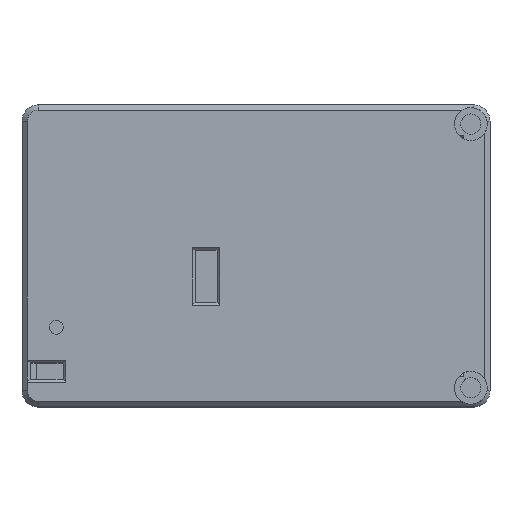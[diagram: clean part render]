
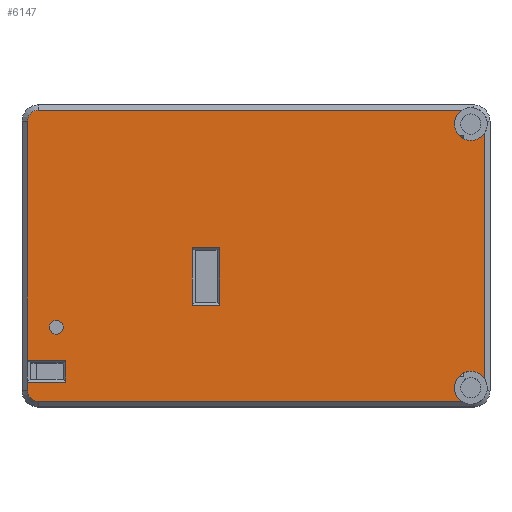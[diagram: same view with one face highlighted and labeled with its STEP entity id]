
A CAD part, top view. The second image highlights one B-rep face of the part: STEP entity #6147.
In plain terms, the highlighted planar face has unit normal (0, 0, 1).
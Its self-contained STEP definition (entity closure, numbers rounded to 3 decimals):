
#349=FACE_BOUND('',#947,.T.);
#350=FACE_BOUND('',#948,.T.);
#393=PLANE('',#6566);
#584=FACE_OUTER_BOUND('',#946,.T.);
#946=EDGE_LOOP('',(#4411,#4412,#4413,#4414,#4415,#4416,#4417,#4418,#4419,
#4420,#4421,#4422));
#947=EDGE_LOOP('',(#4423));
#948=EDGE_LOOP('',(#4424,#4425,#4426,#4427));
#1383=LINE('',#8720,#1979);
#1387=LINE('',#8728,#1983);
#1390=LINE('',#8734,#1986);
#1394=LINE('',#8740,#1990);
#1398=LINE('',#8749,#1994);
#1399=LINE('',#8751,#1995);
#1400=LINE('',#8755,#1996);
#1401=LINE('',#8759,#1997);
#1402=LINE('',#8763,#1998);
#1403=LINE('',#8767,#1999);
#1404=LINE('',#8769,#2000);
#1405=LINE('',#8770,#2001);
#1979=VECTOR('',#7199,10.);
#1983=VECTOR('',#7205,10.);
#1986=VECTOR('',#7210,10.);
#1990=VECTOR('',#7216,10.);
#1994=VECTOR('',#7226,10.);
#1995=VECTOR('',#7227,10.);
#1996=VECTOR('',#7230,10.);
#1997=VECTOR('',#7233,10.);
#1998=VECTOR('',#7236,10.);
#1999=VECTOR('',#7239,10.);
#2000=VECTOR('',#7240,10.);
#2001=VECTOR('',#7241,10.);
#2469=CIRCLE('',#6476,1.25);
#2513=CIRCLE('',#6567,2.);
#2514=CIRCLE('',#6568,3.);
#2515=CIRCLE('',#6569,3.);
#2516=CIRCLE('',#6570,2.);
#2622=VERTEX_POINT('',#8407);
#2742=VERTEX_POINT('',#8718);
#2743=VERTEX_POINT('',#8719);
#2746=VERTEX_POINT('',#8727);
#2748=VERTEX_POINT('',#8733);
#2750=VERTEX_POINT('',#8747);
#2751=VERTEX_POINT('',#8748);
#2752=VERTEX_POINT('',#8750);
#2753=VERTEX_POINT('',#8752);
#2754=VERTEX_POINT('',#8754);
#2755=VERTEX_POINT('',#8756);
#2756=VERTEX_POINT('',#8758);
#2757=VERTEX_POINT('',#8760);
#2758=VERTEX_POINT('',#8762);
#2759=VERTEX_POINT('',#8764);
#2760=VERTEX_POINT('',#8766);
#2761=VERTEX_POINT('',#8768);
#3217=EDGE_CURVE('',#2622,#2622,#2469,.T.);
#3371=EDGE_CURVE('',#2742,#2743,#1383,.T.);
#3375=EDGE_CURVE('',#2743,#2746,#1387,.T.);
#3378=EDGE_CURVE('',#2746,#2748,#1390,.T.);
#3382=EDGE_CURVE('',#2748,#2742,#1394,.T.);
#3386=EDGE_CURVE('',#2750,#2751,#1398,.T.);
#3387=EDGE_CURVE('',#2752,#2750,#1399,.T.);
#3388=EDGE_CURVE('',#2753,#2752,#2513,.T.);
#3389=EDGE_CURVE('',#2754,#2753,#1400,.T.);
#3390=EDGE_CURVE('',#2754,#2755,#2514,.T.);
#3391=EDGE_CURVE('',#2756,#2755,#1401,.T.);
#3392=EDGE_CURVE('',#2756,#2757,#2515,.T.);
#3393=EDGE_CURVE('',#2758,#2757,#1402,.T.);
#3394=EDGE_CURVE('',#2759,#2758,#2516,.T.);
#3395=EDGE_CURVE('',#2760,#2759,#1403,.T.);
#3396=EDGE_CURVE('',#2761,#2760,#1404,.T.);
#3397=EDGE_CURVE('',#2751,#2761,#1405,.T.);
#4411=ORIENTED_EDGE('',*,*,#3386,.F.);
#4412=ORIENTED_EDGE('',*,*,#3387,.F.);
#4413=ORIENTED_EDGE('',*,*,#3388,.F.);
#4414=ORIENTED_EDGE('',*,*,#3389,.F.);
#4415=ORIENTED_EDGE('',*,*,#3390,.T.);
#4416=ORIENTED_EDGE('',*,*,#3391,.F.);
#4417=ORIENTED_EDGE('',*,*,#3392,.T.);
#4418=ORIENTED_EDGE('',*,*,#3393,.F.);
#4419=ORIENTED_EDGE('',*,*,#3394,.F.);
#4420=ORIENTED_EDGE('',*,*,#3395,.F.);
#4421=ORIENTED_EDGE('',*,*,#3396,.F.);
#4422=ORIENTED_EDGE('',*,*,#3397,.F.);
#4423=ORIENTED_EDGE('',*,*,#3217,.T.);
#4424=ORIENTED_EDGE('',*,*,#3371,.F.);
#4425=ORIENTED_EDGE('',*,*,#3382,.F.);
#4426=ORIENTED_EDGE('',*,*,#3378,.F.);
#4427=ORIENTED_EDGE('',*,*,#3375,.F.);
#6147=ADVANCED_FACE('',(#584,#349,#350),#393,.T.);
#6476=AXIS2_PLACEMENT_3D('',#8408,#6923,#6924);
#6566=AXIS2_PLACEMENT_3D('',#8746,#7224,#7225);
#6567=AXIS2_PLACEMENT_3D('',#8753,#7228,#7229);
#6568=AXIS2_PLACEMENT_3D('',#8757,#7231,#7232);
#6569=AXIS2_PLACEMENT_3D('',#8761,#7234,#7235);
#6570=AXIS2_PLACEMENT_3D('',#8765,#7237,#7238);
#6923=DIRECTION('center_axis',(0.,0.,-1.));
#6924=DIRECTION('ref_axis',(-1.,0.,0.));
#7199=DIRECTION('',(-1.,0.,0.));
#7205=DIRECTION('',(0.,-1.,0.));
#7210=DIRECTION('',(1.,0.,0.));
#7216=DIRECTION('',(0.,1.,0.));
#7224=DIRECTION('center_axis',(0.,0.,1.));
#7225=DIRECTION('ref_axis',(1.,0.,0.));
#7226=DIRECTION('',(1.,0.,0.));
#7227=DIRECTION('',(0.,1.,0.));
#7228=DIRECTION('center_axis',(0.,0.,-1.));
#7229=DIRECTION('ref_axis',(-0.707,-0.707,0.));
#7230=DIRECTION('',(-1.,0.,0.));
#7231=DIRECTION('center_axis',(0.,0.,-1.));
#7232=DIRECTION('ref_axis',(-1.,0.,0.));
#7233=DIRECTION('',(0.,-1.,0.));
#7234=DIRECTION('center_axis',(0.,0.,-1.));
#7235=DIRECTION('ref_axis',(-1.,0.,0.));
#7236=DIRECTION('',(1.,0.,0.));
#7237=DIRECTION('center_axis',(0.,0.,-1.));
#7238=DIRECTION('ref_axis',(-0.707,0.707,0.));
#7239=DIRECTION('',(0.,1.,0.));
#7240=DIRECTION('',(-1.,0.,0.));
#7241=DIRECTION('',(0.,1.,0.));
#8407=CARTESIAN_POINT('',(7.5,14.5,25.));
#8408=CARTESIAN_POINT('Origin',(6.25,14.5,25.));
#8718=CARTESIAN_POINT('',(36.,29.,25.));
#8719=CARTESIAN_POINT('',(31.,29.,25.));
#8720=CARTESIAN_POINT('',(36.25,29.,25.));
#8727=CARTESIAN_POINT('',(31.,18.5,25.));
#8728=CARTESIAN_POINT('',(31.,23.25,25.));
#8733=CARTESIAN_POINT('',(36.,18.5,25.));
#8734=CARTESIAN_POINT('',(38.25,18.5,25.));
#8740=CARTESIAN_POINT('',(36.,28.,25.));
#8746=CARTESIAN_POINT('Origin',(41.,27.5,25.));
#8747=CARTESIAN_POINT('',(1.,4.5,25.));
#8748=CARTESIAN_POINT('',(8.,4.5,25.));
#8749=CARTESIAN_POINT('',(24.25,4.5,25.));
#8750=CARTESIAN_POINT('',(1.,3.,25.));
#8751=CARTESIAN_POINT('',(1.,41.25,25.));
#8752=CARTESIAN_POINT('',(3.,1.,25.));
#8753=CARTESIAN_POINT('Origin',(3.,3.,25.));
#8754=CARTESIAN_POINT('',(80.039,1.,25.));
#8755=CARTESIAN_POINT('',(20.5,1.,25.));
#8756=CARTESIAN_POINT('',(84.2,5.161,25.));
#8757=CARTESIAN_POINT('Origin',(81.705,3.495,25.));
#8758=CARTESIAN_POINT('',(84.2,49.839,25.));
#8759=CARTESIAN_POINT('',(84.2,13.75,25.));
#8760=CARTESIAN_POINT('',(80.039,54.,25.));
#8761=CARTESIAN_POINT('Origin',(81.705,51.505,25.));
#8762=CARTESIAN_POINT('',(3.,54.,25.));
#8763=CARTESIAN_POINT('',(61.5,54.,25.));
#8764=CARTESIAN_POINT('',(1.,52.,25.));
#8765=CARTESIAN_POINT('Origin',(3.,52.,25.));
#8766=CARTESIAN_POINT('',(1.,8.5,25.));
#8767=CARTESIAN_POINT('',(1.,41.25,25.));
#8768=CARTESIAN_POINT('',(8.,8.5,25.));
#8769=CARTESIAN_POINT('',(21.25,8.5,25.));
#8770=CARTESIAN_POINT('',(8.,17.75,25.));
